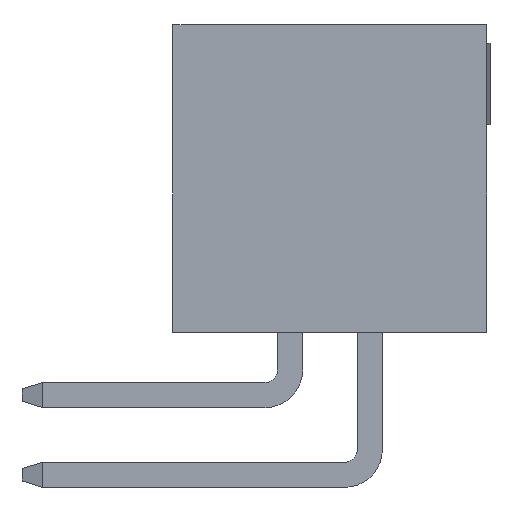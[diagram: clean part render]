
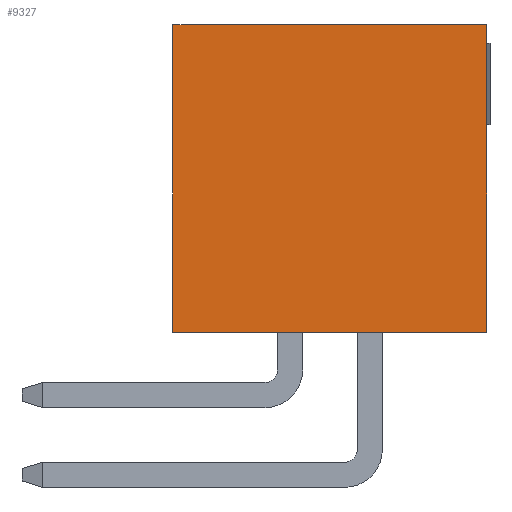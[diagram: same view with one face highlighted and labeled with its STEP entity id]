
A CAD part, left-side view. The second image highlights one B-rep face of the part: STEP entity #9327.
In plain terms, the highlighted planar face has unit normal (-1, 0, 0).
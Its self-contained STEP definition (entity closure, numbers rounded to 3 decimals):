
#1335=ORIENTED_EDGE('',*,*,#2704,.F.);
#1336=ORIENTED_EDGE('',*,*,#2684,.F.);
#1337=ORIENTED_EDGE('',*,*,#2193,.T.);
#1338=ORIENTED_EDGE('',*,*,#2876,.T.);
#2193=EDGE_CURVE('',#3214,#3213,#3869,.T.);
#2684=EDGE_CURVE('',#3214,#3558,#4360,.T.);
#2704=EDGE_CURVE('',#3558,#3565,#4380,.T.);
#2876=EDGE_CURVE('',#3213,#3565,#4552,.T.);
#3213=VERTEX_POINT('',#11682);
#3214=VERTEX_POINT('',#11684);
#3558=VERTEX_POINT('',#12652);
#3565=VERTEX_POINT('',#12680);
#3869=LINE('',#11683,#4881);
#4360=LINE('',#12651,#5372);
#4380=LINE('',#12679,#5392);
#4552=LINE('',#13021,#5564);
#4881=VECTOR('',#9901,1000.);
#5372=VECTOR('',#10658,1000.);
#5392=VECTOR('',#10680,1000.);
#5564=VECTOR('',#10940,1000.);
#6090=EDGE_LOOP('',(#1335,#1336,#1337,#1338));
#6462=FACE_BOUND('',#6090,.T.);
#6807=PLANE('',#9687);
#9327=ADVANCED_FACE('',(#6462),#6807,.T.);
#9687=AXIS2_PLACEMENT_3D('',#13022,#10941,#10942);
#9901=DIRECTION('',(0.,0.,1.));
#10658=DIRECTION('',(0.,1.,0.));
#10680=DIRECTION('',(0.,0.,1.));
#10940=DIRECTION('',(0.,1.,0.));
#10941=DIRECTION('',(-1.,0.,0.));
#10942=DIRECTION('',(0.,0.,1.));
#11682=CARTESIAN_POINT('',(-11.43,-2.5,2.45));
#11683=CARTESIAN_POINT('',(-11.43,-2.5,-2.45));
#11684=CARTESIAN_POINT('',(-11.43,-2.5,-2.45));
#12651=CARTESIAN_POINT('',(-11.43,-2.5,-2.45));
#12652=CARTESIAN_POINT('',(-11.43,2.5,-2.45));
#12679=CARTESIAN_POINT('',(-11.43,2.5,-2.45));
#12680=CARTESIAN_POINT('',(-11.43,2.5,2.45));
#13021=CARTESIAN_POINT('',(-11.43,-2.5,2.45));
#13022=CARTESIAN_POINT('',(-11.43,-2.5,-2.45));
